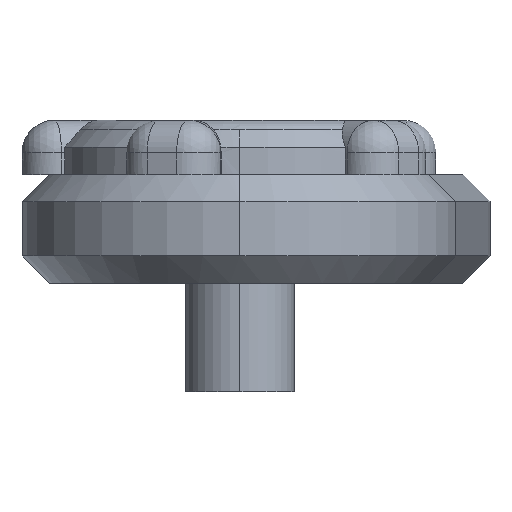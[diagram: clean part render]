
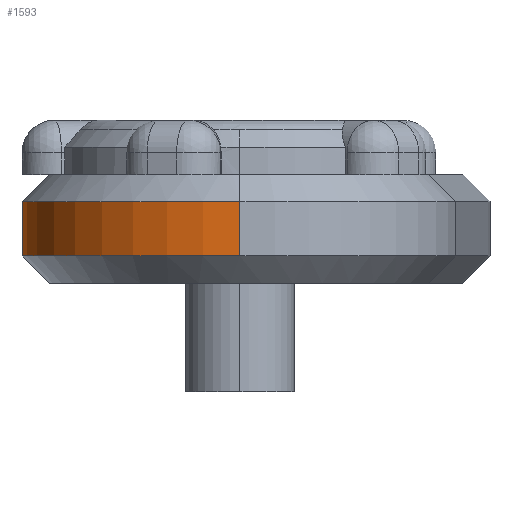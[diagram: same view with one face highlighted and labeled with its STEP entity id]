
A CAD part, left-side view. The second image highlights one B-rep face of the part: STEP entity #1593.
In plain terms, the highlighted cylindrical face has radius 20 mm (diameter 40 mm), a partial arc.
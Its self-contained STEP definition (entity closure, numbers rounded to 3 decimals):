
#27 = EDGE_CURVE ( 'NONE', #479, #1809, #320, .T. ) ;
#125 = DIRECTION ( 'NONE',  ( 0., 0., -1. ) ) ;
#161 = ORIENTED_EDGE ( 'NONE', *, *, #178, .T. ) ;
#178 = EDGE_CURVE ( 'NONE', #930, #3081, #1058, .T. ) ;
#188 = DIRECTION ( 'NONE',  ( 0., 0., -1. ) ) ;
#320 = CIRCLE ( 'NONE', #1322, 20. ) ;
#395 = DIRECTION ( 'NONE',  ( -1., 0., 0. ) ) ;
#479 = VERTEX_POINT ( 'NONE', #965 ) ;
#609 = CYLINDRICAL_SURFACE ( 'NONE', #1523, 20. ) ;
#691 = EDGE_CURVE ( 'NONE', #1809, #930, #977, .T. ) ;
#724 = CARTESIAN_POINT ( 'NONE',  ( -85., 0., -2.5 ) ) ;
#736 = DIRECTION ( 'NONE',  ( 0., 0., 1. ) ) ;
#930 = VERTEX_POINT ( 'NONE', #2250 ) ;
#960 = DIRECTION ( 'NONE',  ( 0., 0., -1. ) ) ;
#965 = CARTESIAN_POINT ( 'NONE',  ( -105., 0., 2.5 ) ) ;
#977 = LINE ( 'NONE', #1976, #1404 ) ;
#1058 = CIRCLE ( 'NONE', #2521, 20. ) ;
#1322 = AXIS2_PLACEMENT_3D ( 'NONE', #2917, #188, #2899 ) ;
#1404 = VECTOR ( 'NONE', #1765, 1000. ) ;
#1523 = AXIS2_PLACEMENT_3D ( 'NONE', #2368, #960, #395 ) ;
#1593 = ADVANCED_FACE ( 'NONE', ( #2850 ), #609, .T. ) ;
#1765 = DIRECTION ( 'NONE',  ( 0., 0., -1. ) ) ;
#1809 = VERTEX_POINT ( 'NONE', #2782 ) ;
#1976 = CARTESIAN_POINT ( 'NONE',  ( -82.075, 19.785, 5. ) ) ;
#2025 = EDGE_CURVE ( 'NONE', #479, #3081, #3130, .T. ) ;
#2186 = CARTESIAN_POINT ( 'NONE',  ( -105., 0., 5. ) ) ;
#2212 = VECTOR ( 'NONE', #125, 1000. ) ;
#2250 = CARTESIAN_POINT ( 'NONE',  ( -82.075, 19.785, -2.5 ) ) ;
#2368 = CARTESIAN_POINT ( 'NONE',  ( -85., 0., 5. ) ) ;
#2416 = CARTESIAN_POINT ( 'NONE',  ( -105., 0., -2.5 ) ) ;
#2424 = ORIENTED_EDGE ( 'NONE', *, *, #691, .T. ) ;
#2487 = DIRECTION ( 'NONE',  ( 1., 0., 0. ) ) ;
#2521 = AXIS2_PLACEMENT_3D ( 'NONE', #724, #736, #2487 ) ;
#2728 = ORIENTED_EDGE ( 'NONE', *, *, #27, .T. ) ;
#2782 = CARTESIAN_POINT ( 'NONE',  ( -82.075, 19.785, 2.5 ) ) ;
#2844 = EDGE_LOOP ( 'NONE', ( #3097, #2728, #2424, #161 ) ) ;
#2850 = FACE_OUTER_BOUND ( 'NONE', #2844, .T. ) ;
#2899 = DIRECTION ( 'NONE',  ( 1., 0., 0. ) ) ;
#2917 = CARTESIAN_POINT ( 'NONE',  ( -85., 0., 2.5 ) ) ;
#3081 = VERTEX_POINT ( 'NONE', #2416 ) ;
#3097 = ORIENTED_EDGE ( 'NONE', *, *, #2025, .F. ) ;
#3130 = LINE ( 'NONE', #2186, #2212 ) ;
